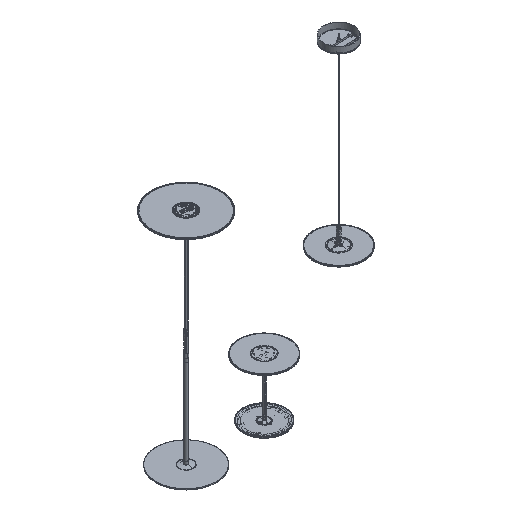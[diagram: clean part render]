
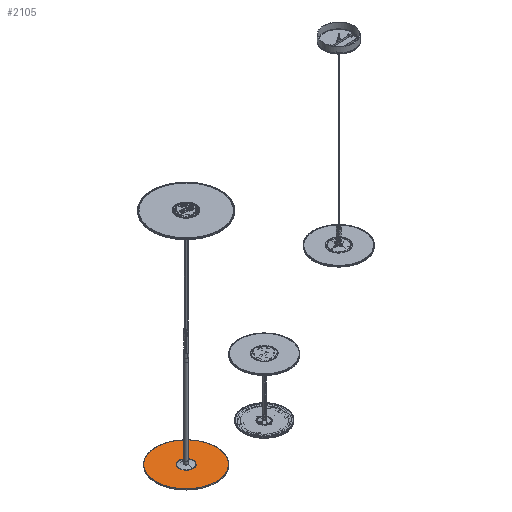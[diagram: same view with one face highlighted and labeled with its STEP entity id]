
A CAD part, isometric view. The second image highlights one B-rep face of the part: STEP entity #2105.
In plain terms, the highlighted face is planar.
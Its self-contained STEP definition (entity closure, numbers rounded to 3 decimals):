
#540=FACE_BOUND('',#11860,.T.);
#2105=ADVANCED_FACE('',(#6935,#540),#73133,.T.);
#6935=FACE_OUTER_BOUND('',#11859,.T.);
#11859=EDGE_LOOP('',(#22290,#22291));
#11860=EDGE_LOOP('',(#22292,#22293));
#22290=ORIENTED_EDGE('',*,*,#43584,.F.);
#22291=ORIENTED_EDGE('',*,*,#43583,.F.);
#22292=ORIENTED_EDGE('',*,*,#43580,.T.);
#22293=ORIENTED_EDGE('',*,*,#43563,.T.);
#43563=EDGE_CURVE('',#66995,#66994,#53982,.T.);
#43580=EDGE_CURVE('',#66994,#66995,#53998,.T.);
#43583=EDGE_CURVE('',#66998,#66999,#54001,.T.);
#43584=EDGE_CURVE('',#66999,#66998,#54002,.T.);
#53982=(
BOUNDED_CURVE()
B_SPLINE_CURVE(2,(#117798,#117799,#117800,#117801,#117802),
 .UNSPECIFIED.,.F.,.F.)
B_SPLINE_CURVE_WITH_KNOTS((3,2,3),(-5.142,-2.571,
0.),.UNSPECIFIED.)
CURVE()
GEOMETRIC_REPRESENTATION_ITEM()
RATIONAL_B_SPLINE_CURVE((1.,0.707,1.,0.707,1.))
REPRESENTATION_ITEM('')
);
#53998=(
BOUNDED_CURVE()
B_SPLINE_CURVE(2,(#117876,#117877,#117878,#117879,#117880),
 .UNSPECIFIED.,.F.,.F.)
B_SPLINE_CURVE_WITH_KNOTS((3,2,3),(-5.142,-2.571,
0.),.UNSPECIFIED.)
CURVE()
GEOMETRIC_REPRESENTATION_ITEM()
RATIONAL_B_SPLINE_CURVE((1.,0.707,1.,0.707,1.))
REPRESENTATION_ITEM('')
);
#54001=(
BOUNDED_CURVE()
B_SPLINE_CURVE(3,(#117889,#117890,#117891,#117892),.UNSPECIFIED.,.F.,.F.)
B_SPLINE_CURVE_WITH_KNOTS((4,4),(0.,1.),.UNSPECIFIED.)
CURVE()
GEOMETRIC_REPRESENTATION_ITEM()
RATIONAL_B_SPLINE_CURVE((1.,0.333,0.333,1.))
REPRESENTATION_ITEM('')
);
#54002=(
BOUNDED_CURVE()
B_SPLINE_CURVE(3,(#117893,#117894,#117895,#117896),.UNSPECIFIED.,.F.,.F.)
B_SPLINE_CURVE_WITH_KNOTS((4,4),(0.,1.),.UNSPECIFIED.)
CURVE()
GEOMETRIC_REPRESENTATION_ITEM()
RATIONAL_B_SPLINE_CURVE((1.,0.333,0.333,1.))
REPRESENTATION_ITEM('')
);
#66994=VERTEX_POINT('',#117711);
#66995=VERTEX_POINT('',#117712);
#66998=VERTEX_POINT('',#117715);
#66999=VERTEX_POINT('',#117716);
#73133=PLANE('',#81174);
#81174=AXIS2_PLACEMENT_3D('',#117688,#82920,$);
#82920=DIRECTION('',(0.,1.,0.));
#117688=CARTESIAN_POINT('',(-16.764,0.25,-8.382));
#117711=CARTESIAN_POINT('',(0.,0.25,-1.637));
#117712=CARTESIAN_POINT('',(0.,0.25,1.637));
#117715=CARTESIAN_POINT('',(0.,0.25,-6.984));
#117716=CARTESIAN_POINT('',(0.,0.25,6.984));
#117798=CARTESIAN_POINT('',(0.,0.25,1.637));
#117799=CARTESIAN_POINT('',(-1.637,0.25,1.637));
#117800=CARTESIAN_POINT('',(-1.637,0.25,0.));
#117801=CARTESIAN_POINT('',(-1.637,0.25,-1.637));
#117802=CARTESIAN_POINT('',(0.,0.25,-1.637));
#117876=CARTESIAN_POINT('',(0.,0.25,-1.637));
#117877=CARTESIAN_POINT('',(1.637,0.25,-1.637));
#117878=CARTESIAN_POINT('',(1.637,0.25,0.));
#117879=CARTESIAN_POINT('',(1.637,0.25,1.637));
#117880=CARTESIAN_POINT('',(0.,0.25,1.637));
#117889=CARTESIAN_POINT('',(0.,0.25,-6.984));
#117890=CARTESIAN_POINT('',(13.969,0.25,-6.984));
#117891=CARTESIAN_POINT('',(13.969,0.25,6.984));
#117892=CARTESIAN_POINT('',(0.,0.25,6.984));
#117893=CARTESIAN_POINT('',(0.,0.25,6.984));
#117894=CARTESIAN_POINT('',(-13.969,0.25,6.984));
#117895=CARTESIAN_POINT('',(-13.969,0.25,-6.984));
#117896=CARTESIAN_POINT('',(0.,0.25,-6.984));
